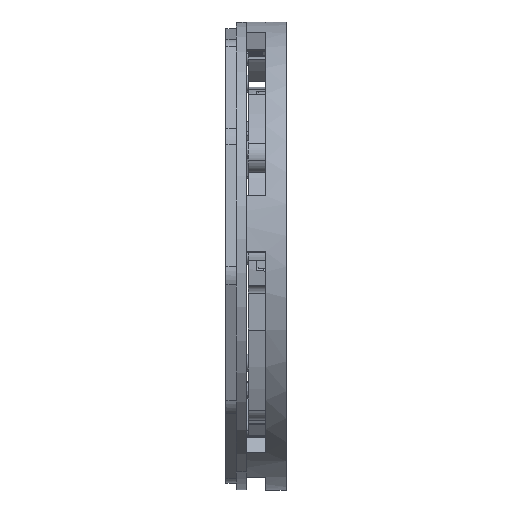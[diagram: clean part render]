
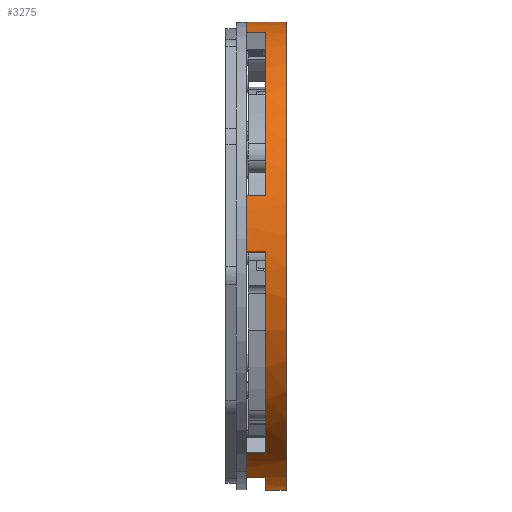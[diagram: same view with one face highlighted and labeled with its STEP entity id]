
A CAD part, left-side view. The second image highlights one B-rep face of the part: STEP entity #3275.
In plain terms, the highlighted free-form (B-spline) face has degree [2, 1] with [5, 2] control points.
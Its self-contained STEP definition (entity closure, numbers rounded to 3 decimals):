
#901 = VERTEX_POINT('',#902);
#902 = CARTESIAN_POINT('',(0.,2.934,
    33.535));
#910 = EDGE_CURVE('',#901,#911,#913,.T.);
#911 = VERTEX_POINT('',#912);
#912 = CARTESIAN_POINT('',(0.,0.,33.535));
#913 = B_SPLINE_CURVE_WITH_KNOTS('',1,(#914,#915),.UNSPECIFIED.,.F.,.F.,
  (2,2),(-0.,3.5),.PIECEWISE_BEZIER_KNOTS.);
#914 = CARTESIAN_POINT('',(0.,2.934,
    33.535));
#915 = CARTESIAN_POINT('',(0.,0.,33.535));
#918 = VERTEX_POINT('',#919);
#919 = CARTESIAN_POINT('',(0.,0.,-33.535));
#927 = EDGE_CURVE('',#928,#918,#930,.T.);
#928 = VERTEX_POINT('',#929);
#929 = CARTESIAN_POINT('',(0.,2.934,-33.535));
#930 = B_SPLINE_CURVE_WITH_KNOTS('',1,(#931,#932),.UNSPECIFIED.,.F.,.F.,
  (2,2),(-0.,3.5),.PIECEWISE_BEZIER_KNOTS.);
#931 = CARTESIAN_POINT('',(0.,2.934,-33.535));
#932 = CARTESIAN_POINT('',(0.,0.,-33.535));
#2972 = EDGE_CURVE('',#2973,#2975,#2977,.T.);
#2973 = VERTEX_POINT('',#2974);
#2974 = CARTESIAN_POINT('',(-18.264,2.934,
    -28.124));
#2975 = VERTEX_POINT('',#2976);
#2976 = CARTESIAN_POINT('',(-33.529,2.934,
    0.585));
#2977 = ( BOUNDED_CURVE() B_SPLINE_CURVE(2,(#2978,#2979,#2980),
.UNSPECIFIED.,.F.,.F.) B_SPLINE_CURVE_WITH_KNOTS((3,3),(3.718,
4.73),.PIECEWISE_BEZIER_KNOTS.) CURVE() 
GEOMETRIC_REPRESENTATION_ITEM() RATIONAL_B_SPLINE_CURVE((1.,
0.875,1.)) REPRESENTATION_ITEM('') );
#2978 = CARTESIAN_POINT('',(-18.264,2.934,
    -28.124));
#2979 = CARTESIAN_POINT('',(-33.854,2.934,
    -18.));
#2980 = CARTESIAN_POINT('',(-33.529,2.934,
    0.585));
#3013 = VERTEX_POINT('',#3014);
#3014 = CARTESIAN_POINT('',(-32.392,2.934,
    8.679));
#3019 = EDGE_CURVE('',#3013,#3020,#3022,.T.);
#3020 = VERTEX_POINT('',#3021);
#3021 = CARTESIAN_POINT('',(-9.805,2.934,
    32.069));
#3022 = ( BOUNDED_CURVE() B_SPLINE_CURVE(2,(#3023,#3024,#3025),
.UNSPECIFIED.,.F.,.F.) B_SPLINE_CURVE_WITH_KNOTS((3,3),(4.974,
5.986),.PIECEWISE_BEZIER_KNOTS.) CURVE() 
GEOMETRIC_REPRESENTATION_ITEM() RATIONAL_B_SPLINE_CURVE((1.,
0.875,1.)) REPRESENTATION_ITEM('') );
#3023 = CARTESIAN_POINT('',(-32.392,2.934,
    8.679));
#3024 = CARTESIAN_POINT('',(-27.581,2.934,
    26.635));
#3025 = CARTESIAN_POINT('',(-9.805,2.934,
    32.069));
#3058 = VERTEX_POINT('',#3059);
#3059 = CARTESIAN_POINT('',(-1.755,2.934,
    33.489));
#3064 = EDGE_CURVE('',#3058,#901,#3065,.T.);
#3065 = ( BOUNDED_CURVE() B_SPLINE_CURVE(2,(#3066,#3067,#3068),
.UNSPECIFIED.,.F.,.F.) B_SPLINE_CURVE_WITH_KNOTS((3,3),(6.231,
6.283),.PIECEWISE_BEZIER_KNOTS.) CURVE() 
GEOMETRIC_REPRESENTATION_ITEM() RATIONAL_B_SPLINE_CURVE((1.,
1.,1.)) REPRESENTATION_ITEM('') );
#3066 = CARTESIAN_POINT('',(-1.755,2.934,
    33.489));
#3067 = CARTESIAN_POINT('',(-0.878,2.934,
    33.535));
#3068 = CARTESIAN_POINT('',(0.,2.934,
    33.535));
#3144 = EDGE_CURVE('',#928,#3145,#3147,.T.);
#3145 = VERTEX_POINT('',#3146);
#3146 = CARTESIAN_POINT('',(-10.918,2.934,-31.708
    ));
#3147 = ( BOUNDED_CURVE() B_SPLINE_CURVE(2,(#3148,#3149,#3150),
.UNSPECIFIED.,.F.,.F.) B_SPLINE_CURVE_WITH_KNOTS((3,3),(3.142,
3.473),.PIECEWISE_BEZIER_KNOTS.) CURVE() 
GEOMETRIC_REPRESENTATION_ITEM() RATIONAL_B_SPLINE_CURVE((1.,
0.986,1.)) REPRESENTATION_ITEM('') );
#3148 = CARTESIAN_POINT('',(0.,2.934,
    -33.535));
#3149 = CARTESIAN_POINT('',(-5.612,2.934,
    -33.535));
#3150 = CARTESIAN_POINT('',(-10.918,2.934,-31.708
    ));
#3251 = EDGE_CURVE('',#918,#911,#3252,.T.);
#3252 = ( BOUNDED_CURVE() B_SPLINE_CURVE(2,(#3253,#3254,#3255,#3256,
#3257),.UNSPECIFIED.,.F.,.F.) B_SPLINE_CURVE_WITH_KNOTS((3,2,3),(
    3.142,4.712,6.283),
.PIECEWISE_BEZIER_KNOTS.) CURVE() GEOMETRIC_REPRESENTATION_ITEM() 
RATIONAL_B_SPLINE_CURVE((1.,0.707,1.,0.707,1.)) 
REPRESENTATION_ITEM('') );
#3253 = CARTESIAN_POINT('',(0.,0.,-33.535));
#3254 = CARTESIAN_POINT('',(-33.535,0.,-33.535));
#3255 = CARTESIAN_POINT('',(-33.535,0.,0.));
#3256 = CARTESIAN_POINT('',(-33.535,0.,33.535));
#3257 = CARTESIAN_POINT('',(0.,0.,33.535));
#3275 = ADVANCED_FACE('',(#3276),#3345,.T.);
#3276 = FACE_BOUND('',#3277,.T.);
#3277 = EDGE_LOOP('',(#3278,#3279,#3280,#3287,#3295,#3300,#3301,#3308,
    #3316,#3321,#3322,#3329,#3337,#3342,#3343,#3344));
#3278 = ORIENTED_EDGE('',*,*,#910,.F.);
#3279 = ORIENTED_EDGE('',*,*,#3064,.F.);
#3280 = ORIENTED_EDGE('',*,*,#3281,.F.);
#3281 = EDGE_CURVE('',#3282,#3058,#3284,.T.);
#3282 = VERTEX_POINT('',#3283);
#3283 = CARTESIAN_POINT('',(-1.755,5.701,
    33.489));
#3284 = B_SPLINE_CURVE_WITH_KNOTS('',1,(#3285,#3286),.UNSPECIFIED.,.F.,
  .F.,(2,2),(0.,3.3),.PIECEWISE_BEZIER_KNOTS.);
#3285 = CARTESIAN_POINT('',(-1.755,5.701,
    33.489));
#3286 = CARTESIAN_POINT('',(-1.755,2.934,
    33.489));
#3287 = ORIENTED_EDGE('',*,*,#3288,.F.);
#3288 = EDGE_CURVE('',#3289,#3282,#3291,.T.);
#3289 = VERTEX_POINT('',#3290);
#3290 = CARTESIAN_POINT('',(-9.805,5.701,
    32.069));
#3291 = ( BOUNDED_CURVE() B_SPLINE_CURVE(2,(#3292,#3293,#3294),
.UNSPECIFIED.,.F.,.F.) B_SPLINE_CURVE_WITH_KNOTS((3,3),(5.986,
6.231),.PIECEWISE_BEZIER_KNOTS.) CURVE() 
GEOMETRIC_REPRESENTATION_ITEM() RATIONAL_B_SPLINE_CURVE((1.,
0.993,1.)) REPRESENTATION_ITEM('') );
#3292 = CARTESIAN_POINT('',(-9.805,5.701,
    32.069));
#3293 = CARTESIAN_POINT('',(-5.867,5.701,
    33.273));
#3294 = CARTESIAN_POINT('',(-1.755,5.701,
    33.489));
#3295 = ORIENTED_EDGE('',*,*,#3296,.T.);
#3296 = EDGE_CURVE('',#3289,#3020,#3297,.T.);
#3297 = B_SPLINE_CURVE_WITH_KNOTS('',1,(#3298,#3299),.UNSPECIFIED.,.F.,
  .F.,(2,2),(0.,3.3),.PIECEWISE_BEZIER_KNOTS.);
#3298 = CARTESIAN_POINT('',(-9.805,5.701,
    32.069));
#3299 = CARTESIAN_POINT('',(-9.805,2.934,
    32.069));
#3300 = ORIENTED_EDGE('',*,*,#3019,.F.);
#3301 = ORIENTED_EDGE('',*,*,#3302,.F.);
#3302 = EDGE_CURVE('',#3303,#3013,#3305,.T.);
#3303 = VERTEX_POINT('',#3304);
#3304 = CARTESIAN_POINT('',(-32.392,5.701,
    8.679));
#3305 = B_SPLINE_CURVE_WITH_KNOTS('',1,(#3306,#3307),.UNSPECIFIED.,.F.,
  .F.,(2,2),(0.,3.3),.PIECEWISE_BEZIER_KNOTS.);
#3306 = CARTESIAN_POINT('',(-32.392,5.701,
    8.679));
#3307 = CARTESIAN_POINT('',(-32.392,2.934,
    8.679));
#3308 = ORIENTED_EDGE('',*,*,#3309,.F.);
#3309 = EDGE_CURVE('',#3310,#3303,#3312,.T.);
#3310 = VERTEX_POINT('',#3311);
#3311 = CARTESIAN_POINT('',(-33.529,5.701,
    0.585));
#3312 = ( BOUNDED_CURVE() B_SPLINE_CURVE(2,(#3313,#3314,#3315),
.UNSPECIFIED.,.F.,.F.) B_SPLINE_CURVE_WITH_KNOTS((3,3),(4.73,
4.974),.PIECEWISE_BEZIER_KNOTS.) CURVE() 
GEOMETRIC_REPRESENTATION_ITEM() RATIONAL_B_SPLINE_CURVE((1.,
0.993,1.)) REPRESENTATION_ITEM('') );
#3313 = CARTESIAN_POINT('',(-33.529,5.701,
    0.585));
#3314 = CARTESIAN_POINT('',(-33.458,5.701,
    4.702));
#3315 = CARTESIAN_POINT('',(-32.392,5.701,
    8.679));
#3316 = ORIENTED_EDGE('',*,*,#3317,.T.);
#3317 = EDGE_CURVE('',#3310,#2975,#3318,.T.);
#3318 = B_SPLINE_CURVE_WITH_KNOTS('',1,(#3319,#3320),.UNSPECIFIED.,.F.,
  .F.,(2,2),(0.,3.3),.PIECEWISE_BEZIER_KNOTS.);
#3319 = CARTESIAN_POINT('',(-33.529,5.701,
    0.585));
#3320 = CARTESIAN_POINT('',(-33.529,2.934,
    0.585));
#3321 = ORIENTED_EDGE('',*,*,#2972,.F.);
#3322 = ORIENTED_EDGE('',*,*,#3323,.F.);
#3323 = EDGE_CURVE('',#3324,#2973,#3326,.T.);
#3324 = VERTEX_POINT('',#3325);
#3325 = CARTESIAN_POINT('',(-18.264,5.701,
    -28.124));
#3326 = B_SPLINE_CURVE_WITH_KNOTS('',1,(#3327,#3328),.UNSPECIFIED.,.F.,
  .F.,(2,2),(0.,3.3),.PIECEWISE_BEZIER_KNOTS.);
#3327 = CARTESIAN_POINT('',(-18.264,5.701,
    -28.124));
#3328 = CARTESIAN_POINT('',(-18.264,2.934,
    -28.124));
#3329 = ORIENTED_EDGE('',*,*,#3330,.F.);
#3330 = EDGE_CURVE('',#3331,#3324,#3333,.T.);
#3331 = VERTEX_POINT('',#3332);
#3332 = CARTESIAN_POINT('',(-10.918,5.701,-31.708
    ));
#3333 = ( BOUNDED_CURVE() B_SPLINE_CURVE(2,(#3334,#3335,#3336),
.UNSPECIFIED.,.F.,.F.) B_SPLINE_CURVE_WITH_KNOTS((3,3),(3.473,
3.718),.PIECEWISE_BEZIER_KNOTS.) CURVE() 
GEOMETRIC_REPRESENTATION_ITEM() RATIONAL_B_SPLINE_CURVE((1.,
0.993,1.)) REPRESENTATION_ITEM('') );
#3334 = CARTESIAN_POINT('',(-10.918,5.701,-31.708
    ));
#3335 = CARTESIAN_POINT('',(-14.811,5.701,
    -30.367));
#3336 = CARTESIAN_POINT('',(-18.264,5.701,
    -28.124));
#3337 = ORIENTED_EDGE('',*,*,#3338,.T.);
#3338 = EDGE_CURVE('',#3331,#3145,#3339,.T.);
#3339 = B_SPLINE_CURVE_WITH_KNOTS('',1,(#3340,#3341),.UNSPECIFIED.,.F.,
  .F.,(2,2),(0.,3.3),.PIECEWISE_BEZIER_KNOTS.);
#3340 = CARTESIAN_POINT('',(-10.918,5.701,-31.708
    ));
#3341 = CARTESIAN_POINT('',(-10.918,2.934,-31.708
    ));
#3342 = ORIENTED_EDGE('',*,*,#3144,.F.);
#3343 = ORIENTED_EDGE('',*,*,#927,.T.);
#3344 = ORIENTED_EDGE('',*,*,#3251,.T.);
#3345 = ( BOUNDED_SURFACE() B_SPLINE_SURFACE(2,1,(
    (#3346,#3347)
    ,(#3348,#3349)
    ,(#3350,#3351)
    ,(#3352,#3353)
    ,(#3354,#3355
)),.UNSPECIFIED.,.F.,.F.,.F.) B_SPLINE_SURFACE_WITH_KNOTS((3,2,3),(2,2),
  (3.142,4.712,6.283),(-3.3,3.5),
.PIECEWISE_BEZIER_KNOTS.) GEOMETRIC_REPRESENTATION_ITEM() 
RATIONAL_B_SPLINE_SURFACE((
    (1.,1.)
    ,(0.707,0.707)
    ,(1.,1.)
    ,(0.707,0.707)
,(1.,1.))) REPRESENTATION_ITEM('') SURFACE() );
#3346 = CARTESIAN_POINT('',(0.,5.701,
    33.535));
#3347 = CARTESIAN_POINT('',(0.,0.,33.535));
#3348 = CARTESIAN_POINT('',(-33.535,5.701,
    33.535));
#3349 = CARTESIAN_POINT('',(-33.535,0.,33.535));
#3350 = CARTESIAN_POINT('',(-33.535,5.701,
    0.));
#3351 = CARTESIAN_POINT('',(-33.535,0.,0.));
#3352 = CARTESIAN_POINT('',(-33.535,5.701,
    -33.535));
#3353 = CARTESIAN_POINT('',(-33.535,0.,-33.535));
#3354 = CARTESIAN_POINT('',(0.,5.701,
    -33.535));
#3355 = CARTESIAN_POINT('',(0.,0.,-33.535));
